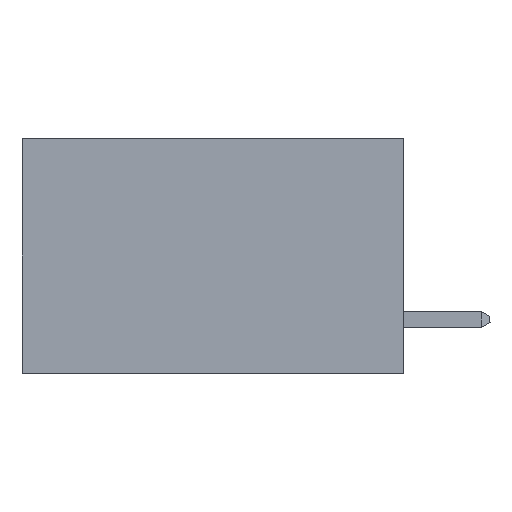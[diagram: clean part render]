
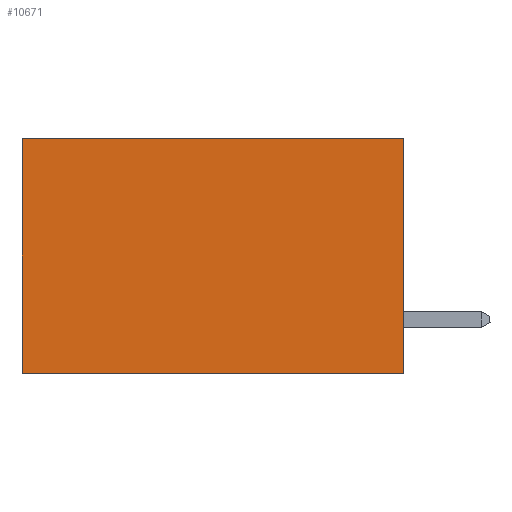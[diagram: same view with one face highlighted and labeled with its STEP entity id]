
A CAD part, left-side view. The second image highlights one B-rep face of the part: STEP entity #10671.
In plain terms, the highlighted planar face has unit normal (-1, 0, 0).
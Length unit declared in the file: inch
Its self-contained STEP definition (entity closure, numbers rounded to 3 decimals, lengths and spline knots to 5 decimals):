
#72 = CARTESIAN_POINT ( 'NONE',  ( 0.2875, 0.6, -0.37 ) ) ;
#353 = PLANE ( 'NONE',  #6573 ) ;
#1015 = EDGE_LOOP ( 'NONE', ( #1155, #9380, #8329, #13003 ) ) ;
#1155 = ORIENTED_EDGE ( 'NONE', *, *, #5933, .T. ) ;
#1169 = LINE ( 'NONE', #7562, #4258 ) ;
#1199 = EDGE_CURVE ( 'NONE', #5862, #13144, #13053, .T. ) ;
#1483 = DIRECTION ( 'NONE',  ( 1., 0., 0. ) ) ;
#1695 = CARTESIAN_POINT ( 'NONE',  ( 0.2875, 0., 0. ) ) ;
#2226 = EDGE_CURVE ( 'NONE', #5862, #11754, #6476, .T. ) ;
#2627 = EDGE_CURVE ( 'NONE', #11754, #9660, #2663, .T. ) ;
#2663 = LINE ( 'NONE', #12946, #4062 ) ;
#3279 = CARTESIAN_POINT ( 'NONE',  ( 0.2875, 0., -0.37 ) ) ;
#4014 = DIRECTION ( 'NONE',  ( 0., 0., -1. ) ) ;
#4062 = VECTOR ( 'NONE', #5491, 39.37008 ) ;
#4258 = VECTOR ( 'NONE', #9708, 39.37008 ) ;
#4432 = VECTOR ( 'NONE', #13647, 39.37008 ) ;
#5491 = DIRECTION ( 'NONE',  ( 0., 1., 0. ) ) ;
#5862 = VERTEX_POINT ( 'NONE', #13926 ) ;
#5933 = EDGE_CURVE ( 'NONE', #13144, #9660, #1169, .T. ) ;
#6476 = LINE ( 'NONE', #10448, #12519 ) ;
#6573 = AXIS2_PLACEMENT_3D ( 'NONE', #11247, #1483, #11349 ) ;
#7562 = CARTESIAN_POINT ( 'NONE',  ( 0.2875, 0.6, 0. ) ) ;
#8329 = ORIENTED_EDGE ( 'NONE', *, *, #2226, .F. ) ;
#9380 = ORIENTED_EDGE ( 'NONE', *, *, #2627, .F. ) ;
#9660 = VERTEX_POINT ( 'NONE', #72 ) ;
#9708 = DIRECTION ( 'NONE',  ( 0., 0., -1. ) ) ;
#10448 = CARTESIAN_POINT ( 'NONE',  ( 0.2875, 0., 0. ) ) ;
#10671 = ADVANCED_FACE ( 'NONE', ( #11833 ), #353, .F. ) ;
#11247 = CARTESIAN_POINT ( 'NONE',  ( 0.2875, 0., 0. ) ) ;
#11349 = DIRECTION ( 'NONE',  ( 0., 0., -1. ) ) ;
#11754 = VERTEX_POINT ( 'NONE', #3279 ) ;
#11833 = FACE_OUTER_BOUND ( 'NONE', #1015, .T. ) ;
#12519 = VECTOR ( 'NONE', #4014, 39.37008 ) ;
#12946 = CARTESIAN_POINT ( 'NONE',  ( 0.2875, 0., -0.37 ) ) ;
#13003 = ORIENTED_EDGE ( 'NONE', *, *, #1199, .T. ) ;
#13053 = LINE ( 'NONE', #1695, #4432 ) ;
#13144 = VERTEX_POINT ( 'NONE', #13769 ) ;
#13647 = DIRECTION ( 'NONE',  ( 0., 1., 0. ) ) ;
#13769 = CARTESIAN_POINT ( 'NONE',  ( 0.2875, 0.6, 0. ) ) ;
#13926 = CARTESIAN_POINT ( 'NONE',  ( 0.2875, 0., 0. ) ) ;
